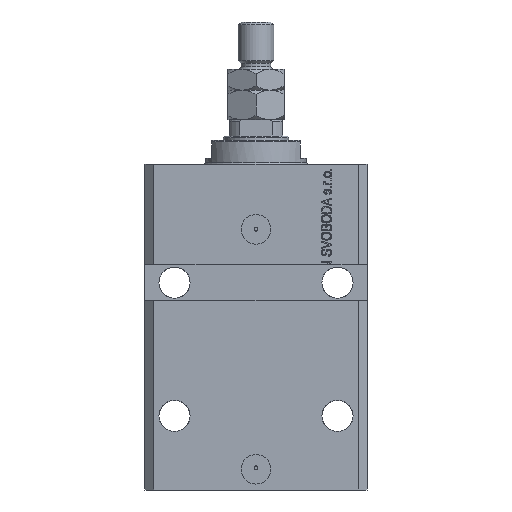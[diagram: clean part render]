
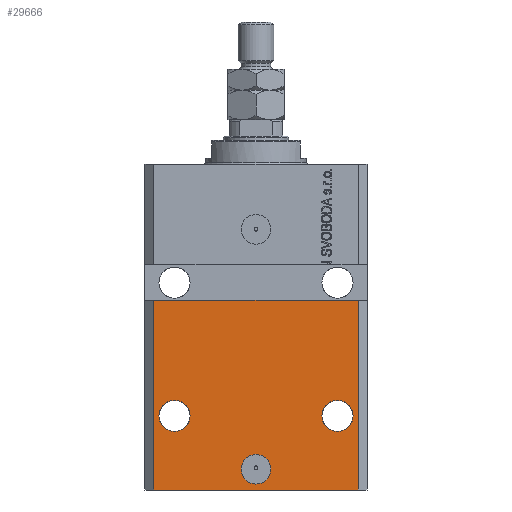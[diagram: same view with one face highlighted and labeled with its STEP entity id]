
A CAD part, front view. The second image highlights one B-rep face of the part: STEP entity #29666.
In plain terms, the highlighted planar face has unit normal (0, -1, 0).
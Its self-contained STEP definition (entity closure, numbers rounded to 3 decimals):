
#1037 = LINE ( 'NONE', #4777, #28586 ) ;
#1263 = VECTOR ( 'NONE', #32415, 1000. ) ;
#1678 = ORIENTED_EDGE ( 'NONE', *, *, #28865, .F. ) ;
#1821 = DIRECTION ( 'NONE',  ( 0., -1., 0. ) ) ;
#2636 = ORIENTED_EDGE ( 'NONE', *, *, #34208, .F. ) ;
#4284 = CARTESIAN_POINT ( 'NONE',  ( -32.75, -27.5, -85. ) ) ;
#4528 = DIRECTION ( 'NONE',  ( 0., 0., 1. ) ) ;
#4777 = CARTESIAN_POINT ( 'NONE',  ( -34.5, -27.5, -110. ) ) ;
#5554 = CARTESIAN_POINT ( 'NONE',  ( 27.5, -27.5, -85. ) ) ;
#5931 = EDGE_LOOP ( 'NONE', ( #13839, #29044 ) ) ;
#7544 = CARTESIAN_POINT ( 'NONE',  ( -34.5, -27.5, -110. ) ) ;
#7762 = DIRECTION ( 'NONE',  ( 1., 0., 0. ) ) ;
#8036 = FACE_BOUND ( 'NONE', #38037, .T. ) ;
#9273 = DIRECTION ( 'NONE',  ( 0., -1., 0. ) ) ;
#10161 = DIRECTION ( 'NONE',  ( 0., -1., 0. ) ) ;
#10805 = VERTEX_POINT ( 'NONE', #16977 ) ;
#12246 = DIRECTION ( 'NONE',  ( 1., 0., 0. ) ) ;
#12561 = AXIS2_PLACEMENT_3D ( 'NONE', #46897, #9273, #24362 ) ;
#13275 = ORIENTED_EDGE ( 'NONE', *, *, #21301, .T. ) ;
#13373 = CIRCLE ( 'NONE', #12561, 5. ) ;
#13839 = ORIENTED_EDGE ( 'NONE', *, *, #28285, .F. ) ;
#14272 = DIRECTION ( 'NONE',  ( 1., 0., 0. ) ) ;
#14367 = CARTESIAN_POINT ( 'NONE',  ( -27.5, -27.5, -85. ) ) ;
#15469 = FACE_BOUND ( 'NONE', #5931, .T. ) ;
#15834 = EDGE_CURVE ( 'NONE', #10805, #40564, #1037, .T. ) ;
#16341 = CARTESIAN_POINT ( 'NONE',  ( 0., -27.5, -103. ) ) ;
#16824 = LINE ( 'NONE', #32164, #1263 ) ;
#16977 = CARTESIAN_POINT ( 'NONE',  ( -34.5, -27.5, -110. ) ) ;
#17287 = CARTESIAN_POINT ( 'NONE',  ( -5., -27.5, -103. ) ) ;
#17345 = DIRECTION ( 'NONE',  ( -1., 0., 0. ) ) ;
#17810 = AXIS2_PLACEMENT_3D ( 'NONE', #44947, #41002, #14272 ) ;
#17906 = VERTEX_POINT ( 'NONE', #41218 ) ;
#19012 = EDGE_CURVE ( 'NONE', #35084, #29869, #19206, .T. ) ;
#19194 = CARTESIAN_POINT ( 'NONE',  ( -34.5, -27.5, -46. ) ) ;
#19206 = CIRCLE ( 'NONE', #46868, 5.25 ) ;
#19322 = VERTEX_POINT ( 'NONE', #35186 ) ;
#19402 = CARTESIAN_POINT ( 'NONE',  ( 5., -27.5, -103. ) ) ;
#19413 = DIRECTION ( 'NONE',  ( 0., -1., 0. ) ) ;
#20048 = DIRECTION ( 'NONE',  ( 1., 0., 0. ) ) ;
#21301 = EDGE_CURVE ( 'NONE', #19322, #17906, #29011, .T. ) ;
#22160 = FACE_BOUND ( 'NONE', #43306, .T. ) ;
#22518 = VECTOR ( 'NONE', #7762, 1000. ) ;
#22555 = CIRCLE ( 'NONE', #23320, 5. ) ;
#23000 = DIRECTION ( 'NONE',  ( 0., 0., 1. ) ) ;
#23183 = EDGE_CURVE ( 'NONE', #10805, #19322, #41678, .T. ) ;
#23270 = VERTEX_POINT ( 'NONE', #4284 ) ;
#23320 = AXIS2_PLACEMENT_3D ( 'NONE', #16341, #42827, #20048 ) ;
#23754 = EDGE_CURVE ( 'NONE', #44700, #44360, #22555, .T. ) ;
#24362 = DIRECTION ( 'NONE',  ( 1., 0., 0. ) ) ;
#25140 = CIRCLE ( 'NONE', #45742, 5.25 ) ;
#25729 = CARTESIAN_POINT ( 'NONE',  ( 32.75, -27.5, -85. ) ) ;
#26342 = FACE_OUTER_BOUND ( 'NONE', #44450, .T. ) ;
#26535 = CIRCLE ( 'NONE', #17810, 5.25 ) ;
#27333 = CARTESIAN_POINT ( 'NONE',  ( 22.25, -27.5, -85. ) ) ;
#28285 = EDGE_CURVE ( 'NONE', #29869, #35084, #26535, .T. ) ;
#28586 = VECTOR ( 'NONE', #4528, 1000. ) ;
#28865 = EDGE_CURVE ( 'NONE', #40564, #17906, #16824, .T. ) ;
#29011 = LINE ( 'NONE', #37627, #38261 ) ;
#29044 = ORIENTED_EDGE ( 'NONE', *, *, #19012, .F. ) ;
#29666 = ADVANCED_FACE ( 'NONE', ( #8036, #15469, #22160, #26342 ), #44923, .T. ) ;
#29869 = VERTEX_POINT ( 'NONE', #25729 ) ;
#31582 = ORIENTED_EDGE ( 'NONE', *, *, #23754, .F. ) ;
#32164 = CARTESIAN_POINT ( 'NONE',  ( -37.5, -27.5, -46. ) ) ;
#32415 = DIRECTION ( 'NONE',  ( 1., 0., 0. ) ) ;
#32935 = AXIS2_PLACEMENT_3D ( 'NONE', #7544, #19413, #37761 ) ;
#33211 = CARTESIAN_POINT ( 'NONE',  ( -22.25, -27.5, -85. ) ) ;
#34208 = EDGE_CURVE ( 'NONE', #23270, #35582, #25140, .T. ) ;
#35084 = VERTEX_POINT ( 'NONE', #27333 ) ;
#35186 = CARTESIAN_POINT ( 'NONE',  ( 34.5, -27.5, -110. ) ) ;
#35217 = EDGE_CURVE ( 'NONE', #44360, #44700, #13373, .T. ) ;
#35582 = VERTEX_POINT ( 'NONE', #33211 ) ;
#36989 = AXIS2_PLACEMENT_3D ( 'NONE', #14367, #44545, #44067 ) ;
#37067 = ORIENTED_EDGE ( 'NONE', *, *, #45834, .F. ) ;
#37627 = CARTESIAN_POINT ( 'NONE',  ( 34.5, -27.5, -110. ) ) ;
#37761 = DIRECTION ( 'NONE',  ( 0., 0., -1. ) ) ;
#38037 = EDGE_LOOP ( 'NONE', ( #48612, #31582 ) ) ;
#38208 = CARTESIAN_POINT ( 'NONE',  ( -34.5, -27.5, -110. ) ) ;
#38261 = VECTOR ( 'NONE', #23000, 1000. ) ;
#39629 = CARTESIAN_POINT ( 'NONE',  ( -27.5, -27.5, -85. ) ) ;
#40564 = VERTEX_POINT ( 'NONE', #19194 ) ;
#41002 = DIRECTION ( 'NONE',  ( 0., -1., 0. ) ) ;
#41218 = CARTESIAN_POINT ( 'NONE',  ( 34.5, -27.5, -46. ) ) ;
#41678 = LINE ( 'NONE', #38208, #22518 ) ;
#42048 = ORIENTED_EDGE ( 'NONE', *, *, #15834, .F. ) ;
#42827 = DIRECTION ( 'NONE',  ( 0., -1., 0. ) ) ;
#43306 = EDGE_LOOP ( 'NONE', ( #37067, #2636 ) ) ;
#44067 = DIRECTION ( 'NONE',  ( -1., 0., 0. ) ) ;
#44075 = CIRCLE ( 'NONE', #36989, 5.25 ) ;
#44360 = VERTEX_POINT ( 'NONE', #19402 ) ;
#44450 = EDGE_LOOP ( 'NONE', ( #1678, #42048, #46900, #13275 ) ) ;
#44545 = DIRECTION ( 'NONE',  ( 0., -1., 0. ) ) ;
#44700 = VERTEX_POINT ( 'NONE', #17287 ) ;
#44923 = PLANE ( 'NONE',  #32935 ) ;
#44947 = CARTESIAN_POINT ( 'NONE',  ( 27.5, -27.5, -85. ) ) ;
#45742 = AXIS2_PLACEMENT_3D ( 'NONE', #39629, #10161, #17345 ) ;
#45834 = EDGE_CURVE ( 'NONE', #35582, #23270, #44075, .T. ) ;
#46868 = AXIS2_PLACEMENT_3D ( 'NONE', #5554, #1821, #12246 ) ;
#46897 = CARTESIAN_POINT ( 'NONE',  ( 0., -27.5, -103. ) ) ;
#46900 = ORIENTED_EDGE ( 'NONE', *, *, #23183, .T. ) ;
#48612 = ORIENTED_EDGE ( 'NONE', *, *, #35217, .F. ) ;
